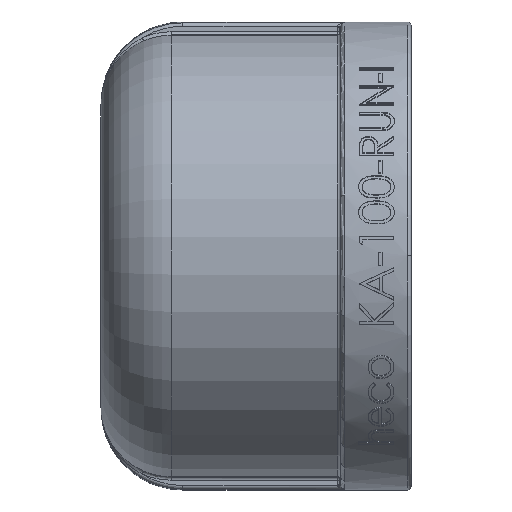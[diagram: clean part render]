
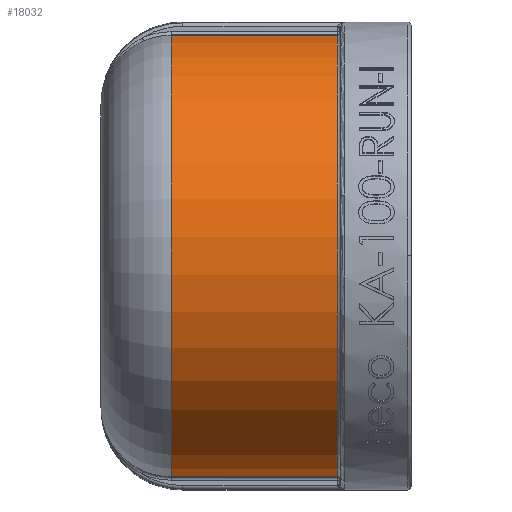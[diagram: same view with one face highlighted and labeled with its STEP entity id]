
A CAD part, top view. The second image highlights one B-rep face of the part: STEP entity #18032.
In plain terms, the highlighted cylindrical face has radius 19 mm (diameter 38 mm), a partial arc.
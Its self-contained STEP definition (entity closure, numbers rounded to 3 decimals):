
#222 = CYLINDRICAL_SURFACE ( 'NONE', #19053, 19. ) ;
#406 = LINE ( 'NONE', #19398, #8463 ) ;
#767 = DIRECTION ( 'NONE',  ( -1., 0., 0. ) ) ;
#1203 = EDGE_CURVE ( 'NONE', #6808, #4241, #406, .T. ) ;
#1838 = EDGE_CURVE ( 'NONE', #20026, #6808, #7662, .T. ) ;
#3666 = DIRECTION ( 'NONE',  ( 0., -1., 0. ) ) ;
#4058 = EDGE_CURVE ( 'NONE', #16523, #20026, #4306, .T. ) ;
#4086 = VECTOR ( 'NONE', #7406, 1000. ) ;
#4241 = VERTEX_POINT ( 'NONE', #5700 ) ;
#4306 = LINE ( 'NONE', #16961, #4086 ) ;
#4359 = AXIS2_PLACEMENT_3D ( 'NONE', #5357, #13493, #16553 ) ;
#5256 = AXIS2_PLACEMENT_3D ( 'NONE', #8712, #10192, #3666 ) ;
#5357 = CARTESIAN_POINT ( 'NONE',  ( -15., 0., 0. ) ) ;
#5700 = CARTESIAN_POINT ( 'NONE',  ( -15., -18.865, 2.264 ) ) ;
#6808 = VERTEX_POINT ( 'NONE', #13472 ) ;
#7406 = DIRECTION ( 'NONE',  ( 1., 0., 0. ) ) ;
#7436 = ORIENTED_EDGE ( 'NONE', *, *, #4058, .F. ) ;
#7662 = CIRCLE ( 'NONE', #5256, 19. ) ;
#7777 = CIRCLE ( 'NONE', #4359, 19. ) ;
#8463 = VECTOR ( 'NONE', #767, 1000. ) ;
#8712 = CARTESIAN_POINT ( 'NONE',  ( -0.8, 0., 0. ) ) ;
#9800 = FACE_OUTER_BOUND ( 'NONE', #15540, .T. ) ;
#9920 = CARTESIAN_POINT ( 'NONE',  ( -0.8, 18.865, 2.264 ) ) ;
#10192 = DIRECTION ( 'NONE',  ( 1., 0., 0. ) ) ;
#13472 = CARTESIAN_POINT ( 'NONE',  ( -0.8, -18.865, 2.264 ) ) ;
#13493 = DIRECTION ( 'NONE',  ( -1., 0., 0. ) ) ;
#13965 = CARTESIAN_POINT ( 'NONE',  ( -10.75, 0., 0. ) ) ;
#14119 = DIRECTION ( 'NONE',  ( 1., 0., 0. ) ) ;
#15540 = EDGE_LOOP ( 'NONE', ( #17564, #18978, #7436, #20808 ) ) ;
#15604 = DIRECTION ( 'NONE',  ( 0., 1., 0. ) ) ;
#16523 = VERTEX_POINT ( 'NONE', #17559 ) ;
#16553 = DIRECTION ( 'NONE',  ( 0., 0., 1. ) ) ;
#16961 = CARTESIAN_POINT ( 'NONE',  ( -10.75, 18.865, 2.264 ) ) ;
#17559 = CARTESIAN_POINT ( 'NONE',  ( -15., 18.865, 2.264 ) ) ;
#17564 = ORIENTED_EDGE ( 'NONE', *, *, #1203, .F. ) ;
#17837 = EDGE_CURVE ( 'NONE', #4241, #16523, #7777, .T. ) ;
#18032 = ADVANCED_FACE ( 'NONE', ( #9800 ), #222, .T. ) ;
#18978 = ORIENTED_EDGE ( 'NONE', *, *, #1838, .F. ) ;
#19053 = AXIS2_PLACEMENT_3D ( 'NONE', #13965, #14119, #15604 ) ;
#19398 = CARTESIAN_POINT ( 'NONE',  ( -10.75, -18.865, 2.264 ) ) ;
#20026 = VERTEX_POINT ( 'NONE', #9920 ) ;
#20808 = ORIENTED_EDGE ( 'NONE', *, *, #17837, .F. ) ;
